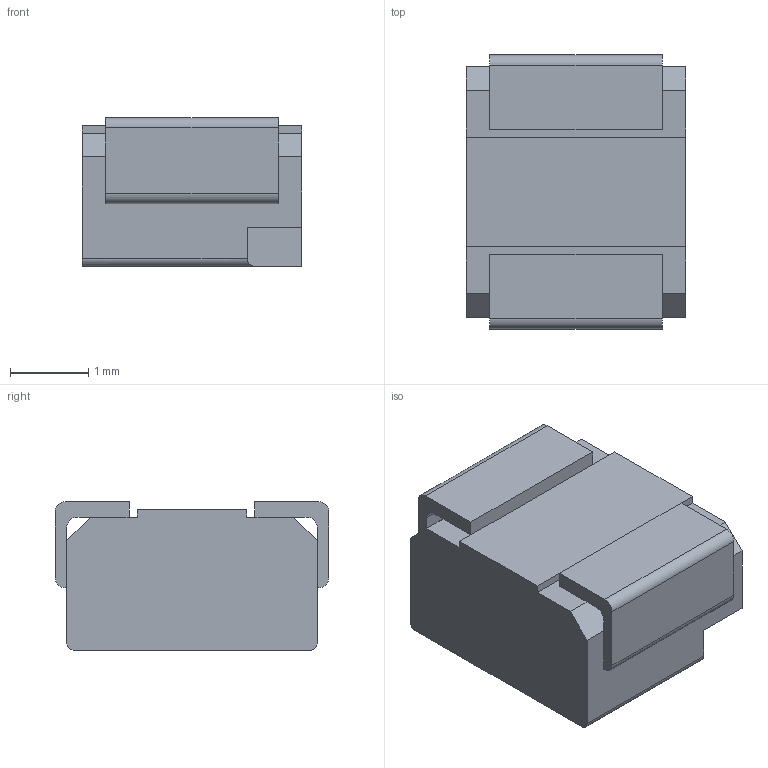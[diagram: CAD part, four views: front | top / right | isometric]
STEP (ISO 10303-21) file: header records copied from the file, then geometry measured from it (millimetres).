
FILE_DESCRIPTION (( 'STEP AP214' ), '1' );
FILE_NAME ('User Library-HSMx-A10x-xxxxx SMD LED PLCC-2.STEP', '2016-03-15T05:13:13', ( 'Windows User' ), ( '' ), 'SwSTEP 2.0', 'SolidWorks 2016', '' );
FILE_SCHEMA (( 'AUTOMOTIVE_DESIGN' ));
Length unit declared in the file: millimetre
Products named in the file (1): User Library-HSMx-A10x-xxxxx SMD LED PLCC-2
Bounding box: 2.8 x 3.5 x 1.9 mm (x, y, z)
Volume: 14.3 mm3; surface area: 50 mm2
Topology: 1 solids, 1 shells, 48 faces, 134 edges, 86 vertices
Faces by surface type: plane 36, cylinder 10, cone 2
Entity records: 2089 total; most frequent: CARTESIAN_POINT 272, ORIENTED_EDGE 268, DIRECTION 252, EDGE_CURVE 134, VECTOR 112, LINE 112, VERTEX_POINT 86, AXIS2_PLACEMENT_3D 70
